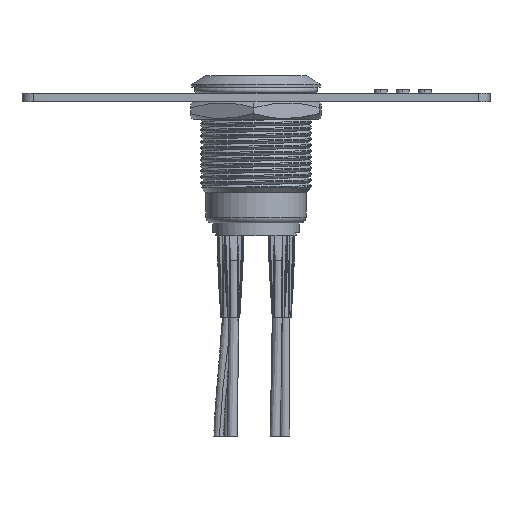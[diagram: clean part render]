
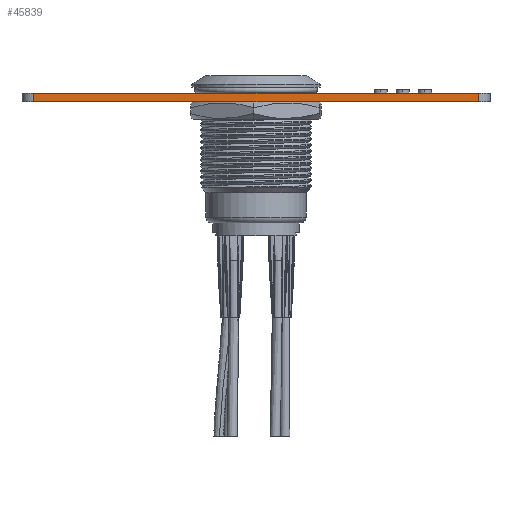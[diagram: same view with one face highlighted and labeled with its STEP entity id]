
A CAD part, left-side view. The second image highlights one B-rep face of the part: STEP entity #45839.
In plain terms, the highlighted planar face has unit normal (-1, 0, 0).
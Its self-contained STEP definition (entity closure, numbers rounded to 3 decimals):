
#2119 = VERTEX_POINT ( 'NONE', #39219 ) ;
#2711 = LINE ( 'NONE', #20187, #21942 ) ;
#2798 = ORIENTED_EDGE ( 'NONE', *, *, #48454, .F. ) ;
#3921 = CARTESIAN_POINT ( 'NONE',  ( -40., -38., 1.5 ) ) ;
#4557 = ORIENTED_EDGE ( 'NONE', *, *, #16312, .T. ) ;
#5511 = VERTEX_POINT ( 'NONE', #41139 ) ;
#5816 = DIRECTION ( 'NONE',  ( 0., 0., -1. ) ) ;
#5893 = DIRECTION ( 'NONE',  ( 0., -1., 0. ) ) ;
#6376 = LINE ( 'NONE', #36193, #7441 ) ;
#7441 = VECTOR ( 'NONE', #5816, 1000. ) ;
#11116 = LINE ( 'NONE', #33468, #28681 ) ;
#14172 = VERTEX_POINT ( 'NONE', #34954 ) ;
#16312 = EDGE_CURVE ( 'NONE', #2119, #5511, #11116, .T. ) ;
#19455 = DIRECTION ( 'NONE',  ( 0., 0., -1. ) ) ;
#20187 = CARTESIAN_POINT ( 'NONE',  ( -40., 40., 1.5 ) ) ;
#21942 = VECTOR ( 'NONE', #5893, 1000. ) ;
#22889 = PLANE ( 'NONE',  #47477 ) ;
#23311 = VERTEX_POINT ( 'NONE', #28430 ) ;
#24025 = CARTESIAN_POINT ( 'NONE',  ( -40., 40., 1.5 ) ) ;
#25695 = DIRECTION ( 'NONE',  ( 0., 0., 1. ) ) ;
#28430 = CARTESIAN_POINT ( 'NONE',  ( -40., 38., 1.5 ) ) ;
#28681 = VECTOR ( 'NONE', #42654, 1000. ) ;
#33468 = CARTESIAN_POINT ( 'NONE',  ( -40., 40., 0. ) ) ;
#34858 = LINE ( 'NONE', #3921, #45801 ) ;
#34954 = CARTESIAN_POINT ( 'NONE',  ( -40., -38., 1.5 ) ) ;
#36193 = CARTESIAN_POINT ( 'NONE',  ( -40., 38., 1.5 ) ) ;
#36620 = ORIENTED_EDGE ( 'NONE', *, *, #49173, .T. ) ;
#39219 = CARTESIAN_POINT ( 'NONE',  ( -40., 38., 0. ) ) ;
#41139 = CARTESIAN_POINT ( 'NONE',  ( -40., -38., 0. ) ) ;
#41553 = ORIENTED_EDGE ( 'NONE', *, *, #55346, .T. ) ;
#42654 = DIRECTION ( 'NONE',  ( 0., -1., 0. ) ) ;
#44693 = EDGE_LOOP ( 'NONE', ( #4557, #36620, #2798, #41553 ) ) ;
#45276 = DIRECTION ( 'NONE',  ( 1., 0., 0. ) ) ;
#45801 = VECTOR ( 'NONE', #25695, 1000. ) ;
#45839 = ADVANCED_FACE ( 'NONE', ( #54434 ), #22889, .F. ) ;
#47477 = AXIS2_PLACEMENT_3D ( 'NONE', #24025, #45276, #19455 ) ;
#48454 = EDGE_CURVE ( 'NONE', #23311, #14172, #2711, .T. ) ;
#49173 = EDGE_CURVE ( 'NONE', #5511, #14172, #34858, .T. ) ;
#54434 = FACE_OUTER_BOUND ( 'NONE', #44693, .T. ) ;
#55346 = EDGE_CURVE ( 'NONE', #23311, #2119, #6376, .T. ) ;
